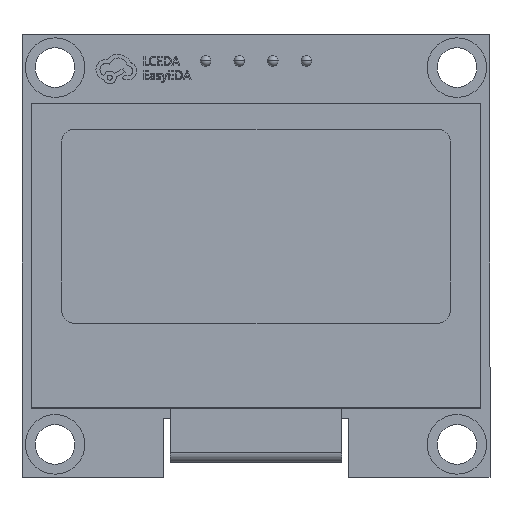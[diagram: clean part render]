
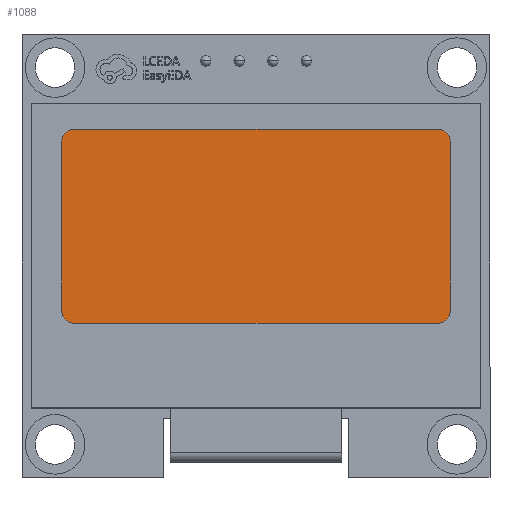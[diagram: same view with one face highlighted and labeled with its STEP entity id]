
A CAD part, top view. The second image highlights one B-rep face of the part: STEP entity #1088.
In plain terms, the highlighted planar face has unit normal (0, 0, 1).
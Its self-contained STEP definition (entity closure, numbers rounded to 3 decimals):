
#157 = VECTOR ( 'NONE', #1559, 1000. ) ;
#323 = CARTESIAN_POINT ( 'NONE',  ( 13.71, 8.6, 2.6 ) ) ;
#443 = ORIENTED_EDGE ( 'NONE', *, *, #8372, .T. ) ;
#810 = ORIENTED_EDGE ( 'NONE', *, *, #1873, .T. ) ;
#1088 = ADVANCED_FACE ( 'NONE', ( #4454 ), #6341, .F. ) ;
#1364 = VECTOR ( 'NONE', #7972, 1000. ) ;
#1559 = DIRECTION ( 'NONE',  ( 0., -1., 0. ) ) ;
#1739 = CARTESIAN_POINT ( 'NONE',  ( -14.71, -4.1, 2.6 ) ) ;
#1809 = VECTOR ( 'NONE', #9342, 1000. ) ;
#1835 = CARTESIAN_POINT ( 'NONE',  ( -13.71, 9.6, 2.6 ) ) ;
#1873 = EDGE_CURVE ( 'NONE', #4456, #9556, #10485, .T. ) ;
#1878 = CARTESIAN_POINT ( 'NONE',  ( -13.71, 9.6, 2.6 ) ) ;
#2060 = VECTOR ( 'NONE', #2135, 1000. ) ;
#2135 = DIRECTION ( 'NONE',  ( 1., 0., 0. ) ) ;
#2203 = VERTEX_POINT ( 'NONE', #10255 ) ;
#2336 = ORIENTED_EDGE ( 'NONE', *, *, #5704, .T. ) ;
#2483 = LINE ( 'NONE', #1835, #1809 ) ;
#2718 = DIRECTION ( 'NONE',  ( 0., 0., -1. ) ) ;
#2808 = EDGE_CURVE ( 'NONE', #5027, #7881, #5578, .T. ) ;
#2825 = CARTESIAN_POINT ( 'NONE',  ( 14.71, -4.1, 2.6 ) ) ;
#2959 = CARTESIAN_POINT ( 'NONE',  ( -13.71, -4.1, 2.6 ) ) ;
#3437 = VERTEX_POINT ( 'NONE', #8774 ) ;
#3520 = AXIS2_PLACEMENT_3D ( 'NONE', #3879, #7491, #7427 ) ;
#3784 = CARTESIAN_POINT ( 'NONE',  ( -13.71, -4.1, 2.6 ) ) ;
#3879 = CARTESIAN_POINT ( 'NONE',  ( -13.71, 8.6, 2.6 ) ) ;
#3975 = CARTESIAN_POINT ( 'NONE',  ( -13.71, -5.1, 2.6 ) ) ;
#4454 = FACE_OUTER_BOUND ( 'NONE', #5645, .T. ) ;
#4456 = VERTEX_POINT ( 'NONE', #4721 ) ;
#4538 = CARTESIAN_POINT ( 'NONE',  ( 13.71, -4.1, 2.6 ) ) ;
#4594 = DIRECTION ( 'NONE',  ( 0., 0., 1. ) ) ;
#4721 = CARTESIAN_POINT ( 'NONE',  ( -14.71, -4.1, 2.6 ) ) ;
#4994 = AXIS2_PLACEMENT_3D ( 'NONE', #4538, #4594, #5228 ) ;
#5027 = VERTEX_POINT ( 'NONE', #2825 ) ;
#5228 = DIRECTION ( 'NONE',  ( 1., 0., 0. ) ) ;
#5282 = VERTEX_POINT ( 'NONE', #1878 ) ;
#5466 = CIRCLE ( 'NONE', #3520, 1. ) ;
#5578 = LINE ( 'NONE', #8983, #1364 ) ;
#5645 = EDGE_LOOP ( 'NONE', ( #810, #6508, #2336, #7015, #443, #9304, #6555, #10053 ) ) ;
#5704 = EDGE_CURVE ( 'NONE', #2203, #5027, #6955, .T. ) ;
#5745 = CARTESIAN_POINT ( 'NONE',  ( 14.71, 8.6, 2.6 ) ) ;
#5790 = CIRCLE ( 'NONE', #10072, 1. ) ;
#5938 = EDGE_CURVE ( 'NONE', #3437, #4456, #11079, .T. ) ;
#6341 = PLANE ( 'NONE',  #10133 ) ;
#6350 = EDGE_CURVE ( 'NONE', #7239, #5282, #2483, .T. ) ;
#6508 = ORIENTED_EDGE ( 'NONE', *, *, #10564, .T. ) ;
#6555 = ORIENTED_EDGE ( 'NONE', *, *, #8047, .T. ) ;
#6940 = DIRECTION ( 'NONE',  ( 0., 0., 1. ) ) ;
#6955 = CIRCLE ( 'NONE', #4994, 1. ) ;
#7015 = ORIENTED_EDGE ( 'NONE', *, *, #2808, .T. ) ;
#7175 = DIRECTION ( 'NONE',  ( -1., 0., 0. ) ) ;
#7239 = VERTEX_POINT ( 'NONE', #7889 ) ;
#7424 = LINE ( 'NONE', #3975, #2060 ) ;
#7427 = DIRECTION ( 'NONE',  ( -1., 0., 0. ) ) ;
#7491 = DIRECTION ( 'NONE',  ( 0., 0., 1. ) ) ;
#7881 = VERTEX_POINT ( 'NONE', #5745 ) ;
#7889 = CARTESIAN_POINT ( 'NONE',  ( 13.71, 9.6, 2.6 ) ) ;
#7972 = DIRECTION ( 'NONE',  ( 0., 1., 0. ) ) ;
#8047 = EDGE_CURVE ( 'NONE', #5282, #3437, #5466, .T. ) ;
#8334 = AXIS2_PLACEMENT_3D ( 'NONE', #2959, #10523, #9797 ) ;
#8372 = EDGE_CURVE ( 'NONE', #7881, #7239, #5790, .T. ) ;
#8574 = CARTESIAN_POINT ( 'NONE',  ( -13.71, -5.1, 2.6 ) ) ;
#8688 = DIRECTION ( 'NONE',  ( -1., 0., 0. ) ) ;
#8774 = CARTESIAN_POINT ( 'NONE',  ( -14.71, 8.6, 2.6 ) ) ;
#8983 = CARTESIAN_POINT ( 'NONE',  ( 14.71, -4.1, 2.6 ) ) ;
#9304 = ORIENTED_EDGE ( 'NONE', *, *, #6350, .T. ) ;
#9342 = DIRECTION ( 'NONE',  ( -1., 0., 0. ) ) ;
#9556 = VERTEX_POINT ( 'NONE', #8574 ) ;
#9797 = DIRECTION ( 'NONE',  ( -1., 0., 0. ) ) ;
#10053 = ORIENTED_EDGE ( 'NONE', *, *, #5938, .T. ) ;
#10072 = AXIS2_PLACEMENT_3D ( 'NONE', #323, #6940, #8688 ) ;
#10133 = AXIS2_PLACEMENT_3D ( 'NONE', #3784, #2718, #7175 ) ;
#10255 = CARTESIAN_POINT ( 'NONE',  ( 13.71, -5.1, 2.6 ) ) ;
#10485 = CIRCLE ( 'NONE', #8334, 1. ) ;
#10523 = DIRECTION ( 'NONE',  ( 0., 0., 1. ) ) ;
#10564 = EDGE_CURVE ( 'NONE', #9556, #2203, #7424, .T. ) ;
#11079 = LINE ( 'NONE', #1739, #157 ) ;
